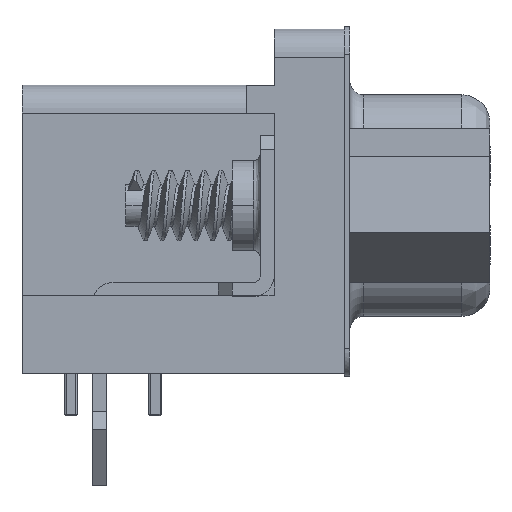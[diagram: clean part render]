
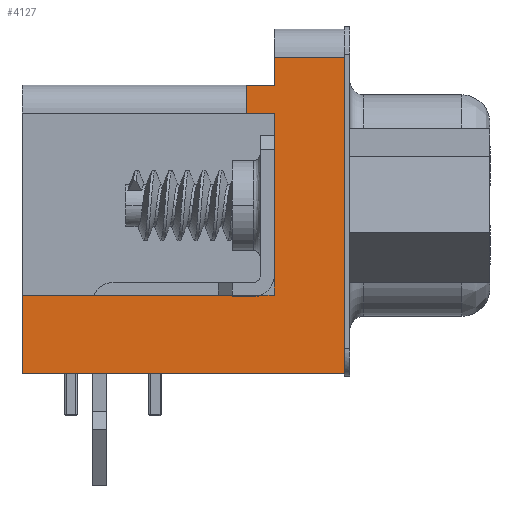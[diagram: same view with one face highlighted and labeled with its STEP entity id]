
A CAD part, left-side view. The second image highlights one B-rep face of the part: STEP entity #4127.
In plain terms, the highlighted planar face has unit normal (-1, 0, 0).
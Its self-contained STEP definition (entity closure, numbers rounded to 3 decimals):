
#1462 = VERTEX_POINT('',#1463);
#1463 = CARTESIAN_POINT('',(-20.65,2.2,0.));
#1469 = EDGE_CURVE('',#1470,#1462,#1472,.T.);
#1470 = VERTEX_POINT('',#1471);
#1471 = CARTESIAN_POINT('',(-20.65,2.2,2.8));
#1472 = LINE('',#1473,#1474);
#1473 = CARTESIAN_POINT('',(-20.65,2.2,11.3));
#1474 = VECTOR('',#1475,1.);
#1475 = DIRECTION('',(0.,0.,-1.));
#1904 = VERTEX_POINT('',#1905);
#1905 = CARTESIAN_POINT('',(-20.65,-6.8,10.3));
#1911 = EDGE_CURVE('',#1912,#1904,#1914,.T.);
#1912 = VERTEX_POINT('',#1913);
#1913 = CARTESIAN_POINT('',(-20.65,-6.8,11.3));
#1914 = LINE('',#1915,#1916);
#1915 = CARTESIAN_POINT('',(-20.65,-6.8,11.3));
#1916 = VECTOR('',#1917,1.);
#1917 = DIRECTION('',(0.,0.,-1.));
#1935 = VERTEX_POINT('',#1936);
#1936 = CARTESIAN_POINT('',(-20.65,-5.8,10.3));
#1944 = EDGE_CURVE('',#1904,#1935,#1945,.T.);
#1945 = LINE('',#1946,#1947);
#1946 = CARTESIAN_POINT('',(-20.65,2.2,10.3));
#1947 = VECTOR('',#1948,1.);
#1948 = DIRECTION('',(0.,1.,0.));
#2027 = EDGE_CURVE('',#1462,#2028,#2030,.T.);
#2028 = VERTEX_POINT('',#2029);
#2029 = CARTESIAN_POINT('',(-20.65,-9.3,0.)
  );
#2030 = LINE('',#2031,#2032);
#2031 = CARTESIAN_POINT('',(-20.65,-6.8,0.)
  );
#2032 = VECTOR('',#2033,1.);
#2033 = DIRECTION('',(0.,-1.,0.));
#2201 = VERTEX_POINT('',#2202);
#2202 = CARTESIAN_POINT('',(-20.65,-9.3,11.3));
#2209 = EDGE_CURVE('',#2210,#2201,#2212,.T.);
#2210 = VERTEX_POINT('',#2211);
#2211 = CARTESIAN_POINT('',(-20.65,-9.3,0.464));
#2212 = LINE('',#2213,#2214);
#2213 = CARTESIAN_POINT('',(-20.65,-9.3,11.4));
#2214 = VECTOR('',#2215,1.);
#2215 = DIRECTION('',(0.,0.,1.));
#4127 = ADVANCED_FACE('',(#4128),#4226,.T.);
#4128 = FACE_BOUND('',#4129,.T.);
#4129 = EDGE_LOOP('',(#4130,#4131,#4132,#4138,#4139,#4145,#4146,#4147,
    #4155,#4163,#4171,#4179,#4187,#4195,#4204,#4212,#4220));
#4130 = ORIENTED_EDGE('',*,*,#1469,.T.);
#4131 = ORIENTED_EDGE('',*,*,#2027,.T.);
#4132 = ORIENTED_EDGE('',*,*,#4133,.T.);
#4133 = EDGE_CURVE('',#2028,#2210,#4134,.T.);
#4134 = LINE('',#4135,#4136);
#4135 = CARTESIAN_POINT('',(-20.65,-9.3,11.3));
#4136 = VECTOR('',#4137,1.);
#4137 = DIRECTION('',(0.,0.,1.));
#4138 = ORIENTED_EDGE('',*,*,#2209,.T.);
#4139 = ORIENTED_EDGE('',*,*,#4140,.T.);
#4140 = EDGE_CURVE('',#2201,#1912,#4141,.T.);
#4141 = LINE('',#4142,#4143);
#4142 = CARTESIAN_POINT('',(-20.65,-6.8,11.3));
#4143 = VECTOR('',#4144,1.);
#4144 = DIRECTION('',(0.,1.,0.));
#4145 = ORIENTED_EDGE('',*,*,#1911,.T.);
#4146 = ORIENTED_EDGE('',*,*,#1944,.T.);
#4147 = ORIENTED_EDGE('',*,*,#4148,.F.);
#4148 = EDGE_CURVE('',#4149,#1935,#4151,.T.);
#4149 = VERTEX_POINT('',#4150);
#4150 = CARTESIAN_POINT('',(-20.65,-5.8,9.3));
#4151 = LINE('',#4152,#4153);
#4152 = CARTESIAN_POINT('',(-20.65,-5.8,9.3));
#4153 = VECTOR('',#4154,1.);
#4154 = DIRECTION('',(0.,0.,1.));
#4155 = ORIENTED_EDGE('',*,*,#4156,.T.);
#4156 = EDGE_CURVE('',#4149,#4157,#4159,.T.);
#4157 = VERTEX_POINT('',#4158);
#4158 = CARTESIAN_POINT('',(-20.65,-6.8,9.3));
#4159 = LINE('',#4160,#4161);
#4160 = CARTESIAN_POINT('',(-20.65,-5.8,9.3));
#4161 = VECTOR('',#4162,1.);
#4162 = DIRECTION('',(0.,-1.,0.));
#4163 = ORIENTED_EDGE('',*,*,#4164,.T.);
#4164 = EDGE_CURVE('',#4157,#4165,#4167,.T.);
#4165 = VERTEX_POINT('',#4166);
#4166 = CARTESIAN_POINT('',(-20.65,-6.8,8.));
#4167 = LINE('',#4168,#4169);
#4168 = CARTESIAN_POINT('',(-20.65,-6.8,11.3));
#4169 = VECTOR('',#4170,1.);
#4170 = DIRECTION('',(0.,0.,-1.));
#4171 = ORIENTED_EDGE('',*,*,#4172,.T.);
#4172 = EDGE_CURVE('',#4165,#4173,#4175,.T.);
#4173 = VERTEX_POINT('',#4174);
#4174 = CARTESIAN_POINT('',(-20.65,-6.8,3.5));
#4175 = LINE('',#4176,#4177);
#4176 = CARTESIAN_POINT('',(-20.65,-6.8,11.3));
#4177 = VECTOR('',#4178,1.);
#4178 = DIRECTION('',(0.,0.,-1.));
#4179 = ORIENTED_EDGE('',*,*,#4180,.T.);
#4180 = EDGE_CURVE('',#4173,#4181,#4183,.T.);
#4181 = VERTEX_POINT('',#4182);
#4182 = CARTESIAN_POINT('',(-20.65,-6.8,2.8));
#4183 = LINE('',#4184,#4185);
#4184 = CARTESIAN_POINT('',(-20.65,-6.8,11.3));
#4185 = VECTOR('',#4186,1.);
#4186 = DIRECTION('',(0.,0.,-1.));
#4187 = ORIENTED_EDGE('',*,*,#4188,.T.);
#4188 = EDGE_CURVE('',#4181,#4189,#4191,.T.);
#4189 = VERTEX_POINT('',#4190);
#4190 = CARTESIAN_POINT('',(-20.65,-6.319,2.8));
#4191 = LINE('',#4192,#4193);
#4192 = CARTESIAN_POINT('',(-20.65,-6.8,2.8));
#4193 = VECTOR('',#4194,1.);
#4194 = DIRECTION('',(0.,1.,0.));
#4195 = ORIENTED_EDGE('',*,*,#4196,.T.);
#4196 = EDGE_CURVE('',#4189,#4197,#4199,.T.);
#4197 = VERTEX_POINT('',#4198);
#4198 = CARTESIAN_POINT('',(-20.65,-6.05,2.75));
#4199 = CIRCLE('',#4200,0.75);
#4200 = AXIS2_PLACEMENT_3D('',#4201,#4202,#4203);
#4201 = CARTESIAN_POINT('',(-20.65,-6.05,3.5));
#4202 = DIRECTION('',(1.,0.,0.));
#4203 = DIRECTION('',(0.,0.,-1.));
#4204 = ORIENTED_EDGE('',*,*,#4205,.F.);
#4205 = EDGE_CURVE('',#4206,#4197,#4208,.T.);
#4206 = VERTEX_POINT('',#4207);
#4207 = CARTESIAN_POINT('',(-20.65,-5.3,2.75));
#4208 = LINE('',#4209,#4210);
#4209 = CARTESIAN_POINT('',(-20.65,-6.3,2.75));
#4210 = VECTOR('',#4211,1.);
#4211 = DIRECTION('',(0.,-1.,0.));
#4212 = ORIENTED_EDGE('',*,*,#4213,.F.);
#4213 = EDGE_CURVE('',#4214,#4206,#4216,.T.);
#4214 = VERTEX_POINT('',#4215);
#4215 = CARTESIAN_POINT('',(-20.65,-5.3,2.8));
#4216 = LINE('',#4217,#4218);
#4217 = CARTESIAN_POINT('',(-20.65,-5.3,3.5));
#4218 = VECTOR('',#4219,1.);
#4219 = DIRECTION('',(0.,0.,-1.));
#4220 = ORIENTED_EDGE('',*,*,#4221,.T.);
#4221 = EDGE_CURVE('',#4214,#1470,#4222,.T.);
#4222 = LINE('',#4223,#4224);
#4223 = CARTESIAN_POINT('',(-20.65,-6.8,2.8));
#4224 = VECTOR('',#4225,1.);
#4225 = DIRECTION('',(0.,1.,0.));
#4226 = PLANE('',#4227);
#4227 = AXIS2_PLACEMENT_3D('',#4228,#4229,#4230);
#4228 = CARTESIAN_POINT('',(-20.65,-6.8,11.3));
#4229 = DIRECTION('',(-1.,0.,0.));
#4230 = DIRECTION('',(0.,0.,-1.));
